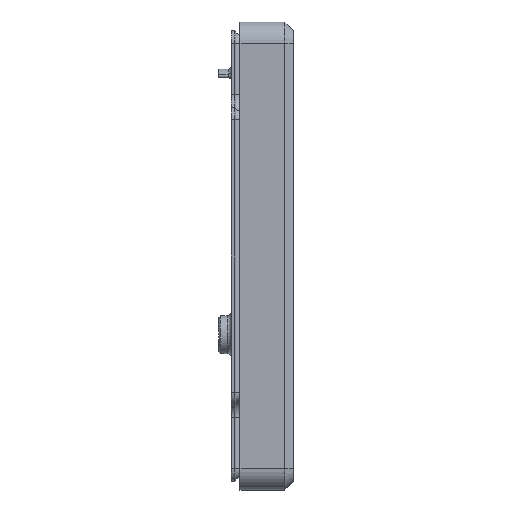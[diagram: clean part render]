
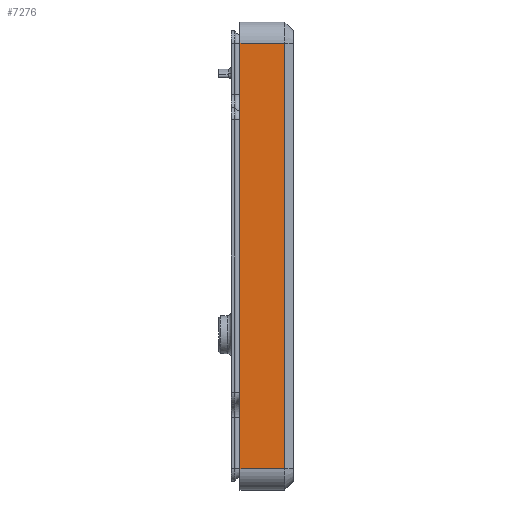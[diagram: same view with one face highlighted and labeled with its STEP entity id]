
A CAD part, left-side view. The second image highlights one B-rep face of the part: STEP entity #7276.
In plain terms, the highlighted planar face has unit normal (-1, 0, 0).
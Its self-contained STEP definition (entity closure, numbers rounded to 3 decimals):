
#675=LINE('',#12699,#1285);
#682=LINE('',#12720,#1292);
#684=LINE('',#12726,#1294);
#685=LINE('',#12727,#1295);
#1285=VECTOR('',#10286,10.);
#1292=VECTOR('',#10311,10.);
#1294=VECTOR('',#10317,10.);
#1295=VECTOR('',#10318,10.);
#1899=FACE_OUTER_BOUND('',#2351,.T.);
#2351=EDGE_LOOP('',(#6444,#6445,#6446,#6447));
#3499=VERTEX_POINT('',#12693);
#3500=VERTEX_POINT('',#12697);
#3505=VERTEX_POINT('',#12719);
#3507=VERTEX_POINT('',#12725);
#4514=EDGE_CURVE('',#3499,#3500,#675,.T.);
#4524=EDGE_CURVE('',#3500,#3505,#682,.T.);
#4527=EDGE_CURVE('',#3507,#3499,#684,.T.);
#4528=EDGE_CURVE('',#3507,#3505,#685,.T.);
#6444=ORIENTED_EDGE('',*,*,#4514,.F.);
#6445=ORIENTED_EDGE('',*,*,#4527,.F.);
#6446=ORIENTED_EDGE('',*,*,#4528,.T.);
#6447=ORIENTED_EDGE('',*,*,#4524,.F.);
#6891=PLANE('',#8128);
#7276=ADVANCED_FACE('',(#1899),#6891,.T.);
#8128=AXIS2_PLACEMENT_3D('',#12724,#10315,#10316);
#10286=DIRECTION('',(0.,0.,-1.));
#10311=DIRECTION('',(0.,1.,0.));
#10315=DIRECTION('center_axis',(-1.,0.,0.));
#10316=DIRECTION('ref_axis',(0.,0.,
-1.));
#10317=DIRECTION('',(0.,-1.,0.));
#10318=DIRECTION('',(0.,0.,-1.));
#12693=CARTESIAN_POINT('',(126.,14.715,5.467));
#12697=CARTESIAN_POINT('',(126.,14.715,-94.533));
#12699=CARTESIAN_POINT('',(126.,14.715,-17.033));
#12719=CARTESIAN_POINT('',(126.,25.242,-94.533));
#12720=CARTESIAN_POINT('',(126.,15.715,-94.533));
#12724=CARTESIAN_POINT('Origin',(126.,15.715,10.467));
#12725=CARTESIAN_POINT('',(126.,25.242,5.467));
#12726=CARTESIAN_POINT('',(126.,15.715,5.467));
#12727=CARTESIAN_POINT('',(126.,25.242,-17.033));
